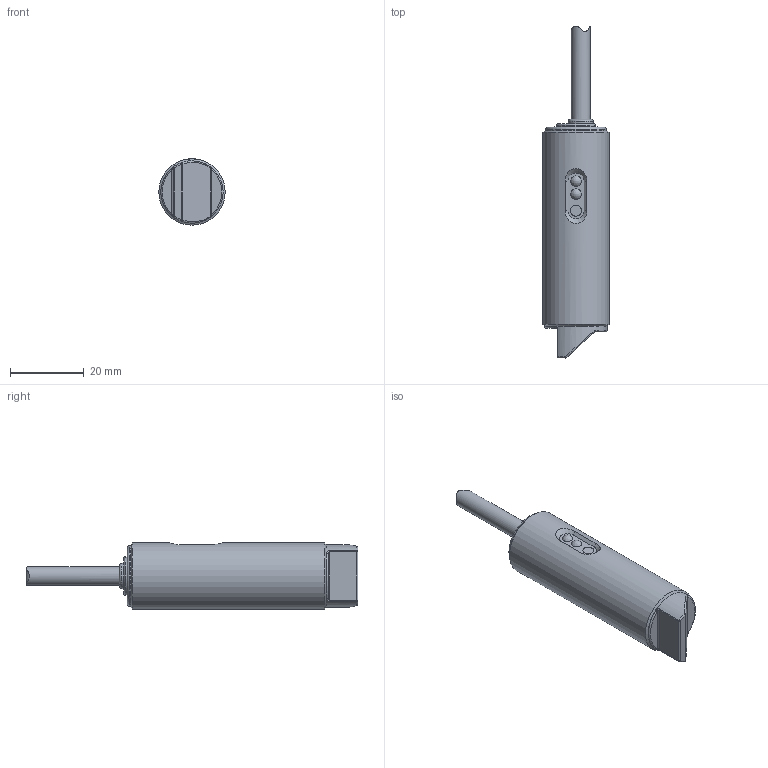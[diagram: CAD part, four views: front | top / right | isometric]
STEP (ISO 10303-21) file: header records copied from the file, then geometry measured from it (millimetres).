
FILE_DESCRIPTION (( 'STEP AP214' ), '1' );
FILE_NAME ('C18B-AN-2A.STEP', '2018-04-18T14:28:50', ( '' ), ( '' ), 'SwSTEP 2.0', 'SolidWorks 2017', '' );
FILE_SCHEMA (( 'AUTOMOTIVE_DESIGN' ));
Length unit declared in the file: inch
Products named in the file (1): C18B-AN-2A
Bounding box: 18 x 89.99 x 18 mm (x, y, z)
Volume: 15234.4 mm3; surface area: 4283.4 mm2
Topology: 1 solids, 1 shells, 49 faces, 102 edges, 59 vertices
Faces by surface type: plane 13, cylinder 12, bspline 9, torus 7, cone 4, sphere 4
Full cylindrical faces by diameter (mm): 5.08 x1, 6.8 x1, 10.5 x1, 16.401 x1, 16.901 x1, 18 x1
Entity records: 1684 total; most frequent: CARTESIAN_POINT 739, DIRECTION 188, ORIENTED_EDGE 166, AXIS2_PLACEMENT_3D 84, EDGE_CURVE 83, EDGE_LOOP 68, FACE_OUTER_BOUND 58, VERTEX_POINT 55
